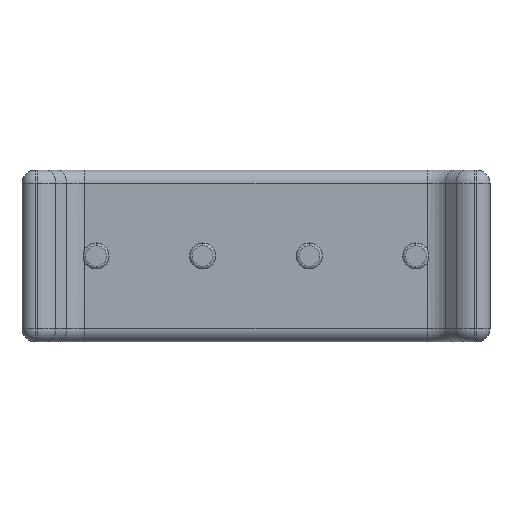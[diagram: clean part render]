
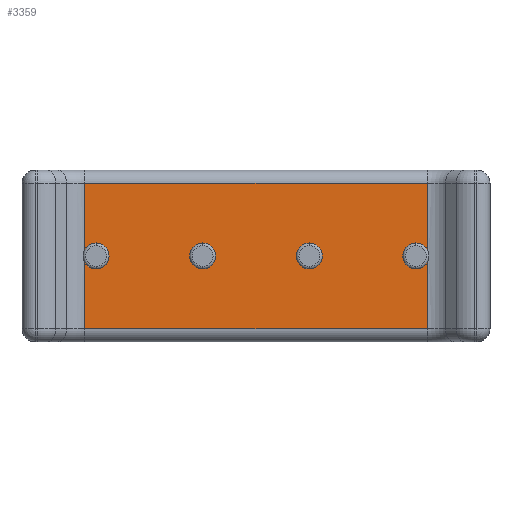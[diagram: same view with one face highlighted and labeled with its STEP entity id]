
A CAD part, front view. The second image highlights one B-rep face of the part: STEP entity #3359.
In plain terms, the highlighted planar face has unit normal (0, -1, 0).
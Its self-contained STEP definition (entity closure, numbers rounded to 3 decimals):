
#134 = EDGE_CURVE ( 'NONE', #6127, #15827, #8496, .T. ) ;
#307 = CARTESIAN_POINT ( 'NONE',  ( 15.586, 1., 0.5 ) ) ;
#320 = CIRCLE ( 'NONE', #2669, 0.5 ) ;
#832 = CARTESIAN_POINT ( 'NONE',  ( 11.05, 1., 3.3 ) ) ;
#1078 = DIRECTION ( 'NONE',  ( 0., 0., -1. ) ) ;
#1214 = AXIS2_PLACEMENT_3D ( 'NONE', #3339, #15767, #5097 ) ;
#1463 = EDGE_CURVE ( 'NONE', #8376, #8701, #20329, .T. ) ;
#1570 = CARTESIAN_POINT ( 'NONE',  ( 15.586, 1., 3.545 ) ) ;
#1683 = CARTESIAN_POINT ( 'NONE',  ( 2.85, 1., 2.8 ) ) ;
#1755 = DIRECTION ( 'NONE',  ( 0., 0., 1. ) ) ;
#1770 = DIRECTION ( 'NONE',  ( 0., 0., 1. ) ) ;
#2207 = DIRECTION ( 'NONE',  ( 0., -1., 0. ) ) ;
#2327 = EDGE_CURVE ( 'NONE', #2483, #11608, #22996, .T. ) ;
#2482 = CARTESIAN_POINT ( 'NONE',  ( 15.586, 1., 0.5 ) ) ;
#2483 = VERTEX_POINT ( 'NONE', #16144 ) ;
#2669 = AXIS2_PLACEMENT_3D ( 'NONE', #4428, #16855, #6221 ) ;
#2867 = ORIENTED_EDGE ( 'NONE', *, *, #22699, .F. ) ;
#2871 = DIRECTION ( 'NONE',  ( 0., 0., -1. ) ) ;
#3001 = VECTOR ( 'NONE', #2871, 1000. ) ;
#3057 = DIRECTION ( 'NONE',  ( 0., -1., 0. ) ) ;
#3320 = ORIENTED_EDGE ( 'NONE', *, *, #8580, .F. ) ;
#3339 = CARTESIAN_POINT ( 'NONE',  ( 6.95, 1., 3.3 ) ) ;
#3359 = ADVANCED_FACE ( 'NONE', ( #8925, #9485, #4761 ), #13415, .F. ) ;
#3438 = ORIENTED_EDGE ( 'NONE', *, *, #22537, .F. ) ;
#3478 = EDGE_CURVE ( 'NONE', #19171, #4865, #16983, .T. ) ;
#3491 = CARTESIAN_POINT ( 'NONE',  ( 2.414, 1., 3.545 ) ) ;
#3617 = CARTESIAN_POINT ( 'NONE',  ( 15.586, 1., 3.055 ) ) ;
#3730 = DIRECTION ( 'NONE',  ( 0., -1., 0. ) ) ;
#4028 = DIRECTION ( 'NONE',  ( 0., 0., -1. ) ) ;
#4130 = CIRCLE ( 'NONE', #8732, 0.5 ) ;
#4146 = VERTEX_POINT ( 'NONE', #1683 ) ;
#4168 = CARTESIAN_POINT ( 'NONE',  ( 6.95, 1., 2.8 ) ) ;
#4428 = CARTESIAN_POINT ( 'NONE',  ( 6.95, 1., 3.3 ) ) ;
#4447 = LINE ( 'NONE', #7667, #13866 ) ;
#4468 = CARTESIAN_POINT ( 'NONE',  ( 2.414, 1., 6.6 ) ) ;
#4761 = FACE_BOUND ( 'NONE', #17197, .T. ) ;
#4865 = VERTEX_POINT ( 'NONE', #4168 ) ;
#5096 = EDGE_CURVE ( 'NONE', #10301, #2483, #4130, .T. ) ;
#5097 = DIRECTION ( 'NONE',  ( 0., 0., 1. ) ) ;
#5530 = CIRCLE ( 'NONE', #16131, 0.5 ) ;
#5705 = EDGE_CURVE ( 'NONE', #16932, #12719, #17167, .T. ) ;
#5756 = CARTESIAN_POINT ( 'NONE',  ( 2.85, 1., 3.8 ) ) ;
#6127 = VERTEX_POINT ( 'NONE', #16964 ) ;
#6192 = ORIENTED_EDGE ( 'NONE', *, *, #5705, .F. ) ;
#6221 = DIRECTION ( 'NONE',  ( 0., 0., 1. ) ) ;
#6839 = CIRCLE ( 'NONE', #6866, 0.5 ) ;
#6866 = AXIS2_PLACEMENT_3D ( 'NONE', #23027, #12369, #1770 ) ;
#6906 = CARTESIAN_POINT ( 'NONE',  ( 15.15, 1., 3.3 ) ) ;
#6943 = EDGE_CURVE ( 'NONE', #18798, #19629, #14878, .T. ) ;
#7091 = DIRECTION ( 'NONE',  ( 0., -1., 0. ) ) ;
#7345 = CARTESIAN_POINT ( 'NONE',  ( 2.414, 1., 6.6 ) ) ;
#7654 = VECTOR ( 'NONE', #1078, 1000. ) ;
#7667 = CARTESIAN_POINT ( 'NONE',  ( 15.586, 1., 6.6 ) ) ;
#8188 = EDGE_CURVE ( 'NONE', #12719, #10301, #6839, .T. ) ;
#8376 = VERTEX_POINT ( 'NONE', #21696 ) ;
#8496 = LINE ( 'NONE', #2482, #17952 ) ;
#8539 = ORIENTED_EDGE ( 'NONE', *, *, #1463, .F. ) ;
#8580 = EDGE_CURVE ( 'NONE', #11266, #4146, #21011, .T. ) ;
#8688 = DIRECTION ( 'NONE',  ( 0., 0., 1. ) ) ;
#8701 = VERTEX_POINT ( 'NONE', #14425 ) ;
#8732 = AXIS2_PLACEMENT_3D ( 'NONE', #17731, #7091, #19539 ) ;
#8796 = CARTESIAN_POINT ( 'NONE',  ( 6.95, 1., 3.8 ) ) ;
#8925 = FACE_OUTER_BOUND ( 'NONE', #12894, .T. ) ;
#9105 = EDGE_CURVE ( 'NONE', #16932, #18798, #18724, .T. ) ;
#9397 = ORIENTED_EDGE ( 'NONE', *, *, #18899, .T. ) ;
#9485 = FACE_BOUND ( 'NONE', #22435, .T. ) ;
#9548 = DIRECTION ( 'NONE',  ( 0., -1., 0. ) ) ;
#9936 = CARTESIAN_POINT ( 'NONE',  ( 2.414, 1., 6.6 ) ) ;
#10131 = ORIENTED_EDGE ( 'NONE', *, *, #8188, .F. ) ;
#10301 = VERTEX_POINT ( 'NONE', #15029 ) ;
#10456 = CARTESIAN_POINT ( 'NONE',  ( 2.414, 1., 6.1 ) ) ;
#10506 = ORIENTED_EDGE ( 'NONE', *, *, #6943, .T. ) ;
#10544 = EDGE_CURVE ( 'NONE', #4146, #20540, #12756, .T. ) ;
#10546 = ORIENTED_EDGE ( 'NONE', *, *, #3478, .F. ) ;
#10975 = DIRECTION ( 'NONE',  ( 1., 0., 0. ) ) ;
#11195 = AXIS2_PLACEMENT_3D ( 'NONE', #13668, #3057, #15467 ) ;
#11266 = VERTEX_POINT ( 'NONE', #14882 ) ;
#11608 = VERTEX_POINT ( 'NONE', #3617 ) ;
#11718 = DIRECTION ( 'NONE',  ( 0., 0., 1. ) ) ;
#12329 = AXIS2_PLACEMENT_3D ( 'NONE', #9936, #22369, #11718 ) ;
#12361 = DIRECTION ( 'NONE',  ( 0., -1., 0. ) ) ;
#12369 = DIRECTION ( 'NONE',  ( 0., -1., 0. ) ) ;
#12372 = LINE ( 'NONE', #4468, #7654 ) ;
#12719 = VERTEX_POINT ( 'NONE', #1570 ) ;
#12756 = CIRCLE ( 'NONE', #15421, 0.5 ) ;
#12894 = EDGE_LOOP ( 'NONE', ( #6192, #14335, #10506, #3438, #13802, #3320, #9397, #16389, #2867, #20757, #21413, #10131 ) ) ;
#13282 = ORIENTED_EDGE ( 'NONE', *, *, #17324, .F. ) ;
#13415 = PLANE ( 'NONE',  #12329 ) ;
#13558 = CARTESIAN_POINT ( 'NONE',  ( 15.586, 1., 6.6 ) ) ;
#13618 = CIRCLE ( 'NONE', #15737, 0.5 ) ;
#13668 = CARTESIAN_POINT ( 'NONE',  ( 2.85, 1., 3.3 ) ) ;
#13802 = ORIENTED_EDGE ( 'NONE', *, *, #10544, .F. ) ;
#13866 = VECTOR ( 'NONE', #4028, 1000. ) ;
#14005 = DIRECTION ( 'NONE',  ( -1., 0., 0. ) ) ;
#14332 = CARTESIAN_POINT ( 'NONE',  ( 2.85, 1., 3.3 ) ) ;
#14335 = ORIENTED_EDGE ( 'NONE', *, *, #9105, .T. ) ;
#14425 = CARTESIAN_POINT ( 'NONE',  ( 11.05, 1., 3.8 ) ) ;
#14878 = LINE ( 'NONE', #7345, #19614 ) ;
#14882 = CARTESIAN_POINT ( 'NONE',  ( 2.414, 1., 3.055 ) ) ;
#15029 = CARTESIAN_POINT ( 'NONE',  ( 15.15, 1., 3.8 ) ) ;
#15297 = ORIENTED_EDGE ( 'NONE', *, *, #22311, .F. ) ;
#15394 = DIRECTION ( 'NONE',  ( 0., 0., 1. ) ) ;
#15421 = AXIS2_PLACEMENT_3D ( 'NONE', #23007, #12361, #1755 ) ;
#15467 = DIRECTION ( 'NONE',  ( 0., 0., 1. ) ) ;
#15575 = AXIS2_PLACEMENT_3D ( 'NONE', #832, #2207, #15394 ) ;
#15639 = CARTESIAN_POINT ( 'NONE',  ( 15.586, 1., 6.1 ) ) ;
#15737 = AXIS2_PLACEMENT_3D ( 'NONE', #14332, #3730, #16152 ) ;
#15748 = AXIS2_PLACEMENT_3D ( 'NONE', #6906, #19345, #8688 ) ;
#15767 = DIRECTION ( 'NONE',  ( 0., -1., 0. ) ) ;
#15827 = VERTEX_POINT ( 'NONE', #307 ) ;
#16131 = AXIS2_PLACEMENT_3D ( 'NONE', #20213, #9548, #21990 ) ;
#16144 = CARTESIAN_POINT ( 'NONE',  ( 15.15, 1., 2.8 ) ) ;
#16152 = DIRECTION ( 'NONE',  ( 0., 0., 1. ) ) ;
#16389 = ORIENTED_EDGE ( 'NONE', *, *, #134, .T. ) ;
#16855 = DIRECTION ( 'NONE',  ( 0., -1., 0. ) ) ;
#16932 = VERTEX_POINT ( 'NONE', #15639 ) ;
#16964 = CARTESIAN_POINT ( 'NONE',  ( 2.414, 1., 0.5 ) ) ;
#16983 = CIRCLE ( 'NONE', #1214, 0.5 ) ;
#17167 = LINE ( 'NONE', #13558, #3001 ) ;
#17197 = EDGE_LOOP ( 'NONE', ( #15297, #10546 ) ) ;
#17324 = EDGE_CURVE ( 'NONE', #8701, #8376, #5530, .T. ) ;
#17731 = CARTESIAN_POINT ( 'NONE',  ( 15.15, 1., 3.3 ) ) ;
#17952 = VECTOR ( 'NONE', #10975, 1000. ) ;
#18175 = VECTOR ( 'NONE', #14005, 1000. ) ;
#18724 = LINE ( 'NONE', #10456, #18175 ) ;
#18798 = VERTEX_POINT ( 'NONE', #19425 ) ;
#18899 = EDGE_CURVE ( 'NONE', #11266, #6127, #12372, .T. ) ;
#19171 = VERTEX_POINT ( 'NONE', #8796 ) ;
#19345 = DIRECTION ( 'NONE',  ( 0., -1., 0. ) ) ;
#19425 = CARTESIAN_POINT ( 'NONE',  ( 2.414, 1., 6.1 ) ) ;
#19539 = DIRECTION ( 'NONE',  ( 0., 0., 1. ) ) ;
#19614 = VECTOR ( 'NONE', #21559, 1000. ) ;
#19629 = VERTEX_POINT ( 'NONE', #3491 ) ;
#20213 = CARTESIAN_POINT ( 'NONE',  ( 11.05, 1., 3.3 ) ) ;
#20329 = CIRCLE ( 'NONE', #15575, 0.5 ) ;
#20540 = VERTEX_POINT ( 'NONE', #5756 ) ;
#20757 = ORIENTED_EDGE ( 'NONE', *, *, #2327, .F. ) ;
#21011 = CIRCLE ( 'NONE', #11195, 0.5 ) ;
#21413 = ORIENTED_EDGE ( 'NONE', *, *, #5096, .F. ) ;
#21559 = DIRECTION ( 'NONE',  ( 0., 0., -1. ) ) ;
#21696 = CARTESIAN_POINT ( 'NONE',  ( 11.05, 1., 2.8 ) ) ;
#21990 = DIRECTION ( 'NONE',  ( 0., 0., 1. ) ) ;
#22311 = EDGE_CURVE ( 'NONE', #4865, #19171, #320, .T. ) ;
#22369 = DIRECTION ( 'NONE',  ( 0., 1., 0. ) ) ;
#22435 = EDGE_LOOP ( 'NONE', ( #8539, #13282 ) ) ;
#22537 = EDGE_CURVE ( 'NONE', #20540, #19629, #13618, .T. ) ;
#22699 = EDGE_CURVE ( 'NONE', #11608, #15827, #4447, .T. ) ;
#22996 = CIRCLE ( 'NONE', #15748, 0.5 ) ;
#23007 = CARTESIAN_POINT ( 'NONE',  ( 2.85, 1., 3.3 ) ) ;
#23027 = CARTESIAN_POINT ( 'NONE',  ( 15.15, 1., 3.3 ) ) ;
